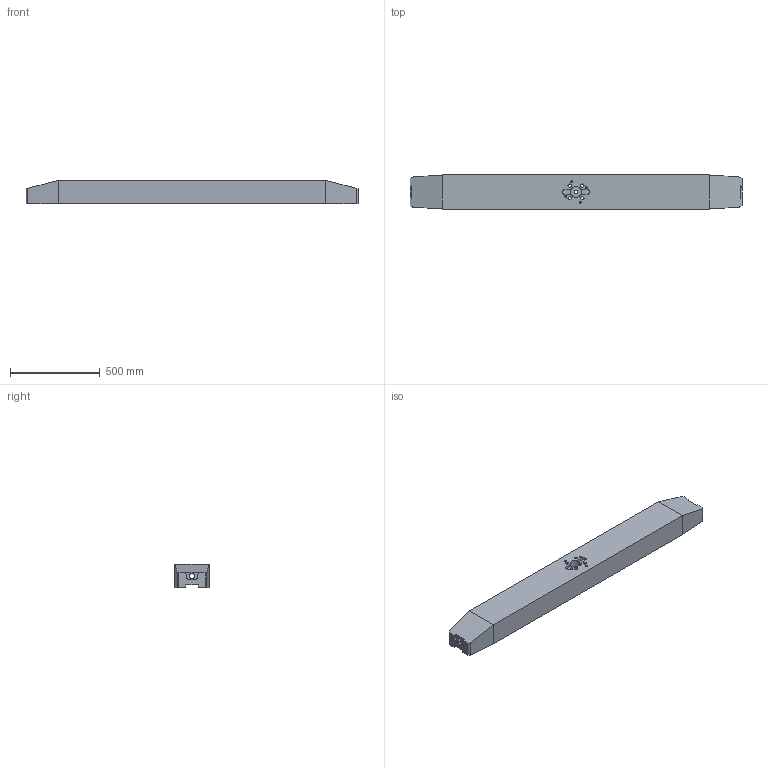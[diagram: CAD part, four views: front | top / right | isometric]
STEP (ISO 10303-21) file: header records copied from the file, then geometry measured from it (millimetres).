
FILE_DESCRIPTION(('no description'),'unknown implementation level');
FILE_NAME('6D4A29FF-4FE8-49D5-AA48-B8A4B09B1E5E_export.stp',' ',('CIMSOURCE GmbH'),('CADClick - KiM GmbH - www.kimweb.de'),'unknown preprocess','ACIS','unknown authorization');
FILE_SCHEMA(('automotive_design'));
Length unit declared in the file: millimetre
Products named in the file (1): Kreismuster6
Bounding box: 1850 x 190 x 130 mm (x, y, z)
Volume: 40239040.6 mm3; surface area: 1470515.8 mm2
Topology: 1 solids, 1 shells, 559 faces, 1268 edges, 764 vertices
Faces by surface type: cylinder 320, plane 143, cone 96
Entity records: 29825 total; most frequent: DIRECTION 3034, CARTESIAN_POINT 2753, STYLED_ITEM 2504, PRESENTATION_STYLE_ASSIGNMENT 2504, COLOUR_RGB 2504, ORIENTED_EDGE 2360, AXIS2_PLACEMENT_3D 1249, EDGE_CURVE 1180
